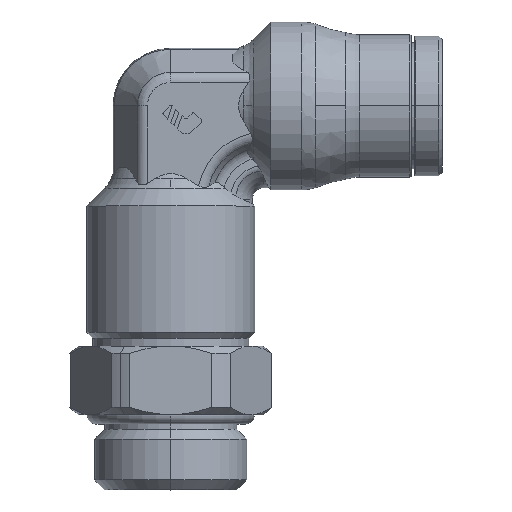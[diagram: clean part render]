
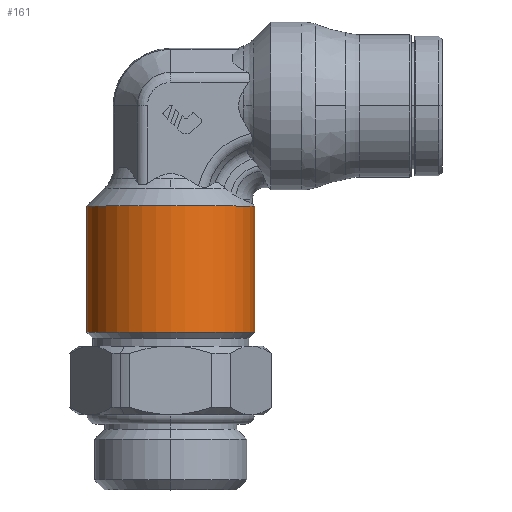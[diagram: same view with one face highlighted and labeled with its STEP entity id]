
A CAD part, top view. The second image highlights one B-rep face of the part: STEP entity #161.
In plain terms, the highlighted cylindrical face has radius 7.265 mm (diameter 14.53 mm), a partial arc.
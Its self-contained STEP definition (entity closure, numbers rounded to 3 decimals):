
#161=ADVANCED_FACE('',(#450),#451,.T.);
#450=FACE_OUTER_BOUND('',#794,.T.);
#451=CYLINDRICAL_SURFACE('',#795,7.265);
#794=EDGE_LOOP('',(#1817,#1818,#1819,#1820));
#795=AXIS2_PLACEMENT_3D('',#1821,#1822,#1823);
#1817=ORIENTED_EDGE('',*,*,#2256,.T.);
#1818=ORIENTED_EDGE('',*,*,#2366,.T.);
#1819=ORIENTED_EDGE('',*,*,#2258,.T.);
#1820=ORIENTED_EDGE('',*,*,#2553,.T.);
#1821=CARTESIAN_POINT('',(0.,-9.985,0.));
#1822=DIRECTION('',(0.,-1.0,0.));
#1823=DIRECTION('',(-1.0,0.,0.));
#2256=EDGE_CURVE('',#2692,#2693,#2694,.T.);
#2258=EDGE_CURVE('',#2697,#2695,#2698,.T.);
#2366=EDGE_CURVE('',#2693,#2697,#2895,.T.);
#2553=EDGE_CURVE('',#2695,#2692,#3180,.T.);
#2692=VERTEX_POINT('',#3406);
#2693=VERTEX_POINT('',#3407);
#2694=LINE('',#3408,#3409);
#2695=VERTEX_POINT('',#3410);
#2697=VERTEX_POINT('',#3412);
#2698=LINE('',#3413,#3414);
#2895=CIRCLE('',#3895,7.265);
#3180=CIRCLE('',#4704,7.265);
#3406=CARTESIAN_POINT('',(-7.265,-8.67,0.));
#3407=CARTESIAN_POINT('',(-7.265,-19.6,0.));
#3408=CARTESIAN_POINT('',(-7.265,-9.985,0.));
#3409=VECTOR('',#5000,1.0);
#3410=CARTESIAN_POINT('',(7.265,-8.67,0.));
#3412=CARTESIAN_POINT('',(7.265,-19.6,0.));
#3413=CARTESIAN_POINT('',(7.265,-9.985,0.));
#3414=VECTOR('',#5004,1.0);
#3895=AXIS2_PLACEMENT_3D('',#5183,#5184,#5185);
#4704=AXIS2_PLACEMENT_3D('',#5504,#5505,#5506);
#5000=DIRECTION('',(0.,-1.0,0.));
#5004=DIRECTION('',(0.,1.0,0.));
#5183=CARTESIAN_POINT('',(0.,-19.6,0.));
#5184=DIRECTION('',(0.,1.0,0.));
#5185=DIRECTION('',(-1.0,0.,0.));
#5504=CARTESIAN_POINT('',(0.,-8.67,0.));
#5505=DIRECTION('',(0.,-1.0,0.));
#5506=DIRECTION('',(-1.0,0.,0.));
